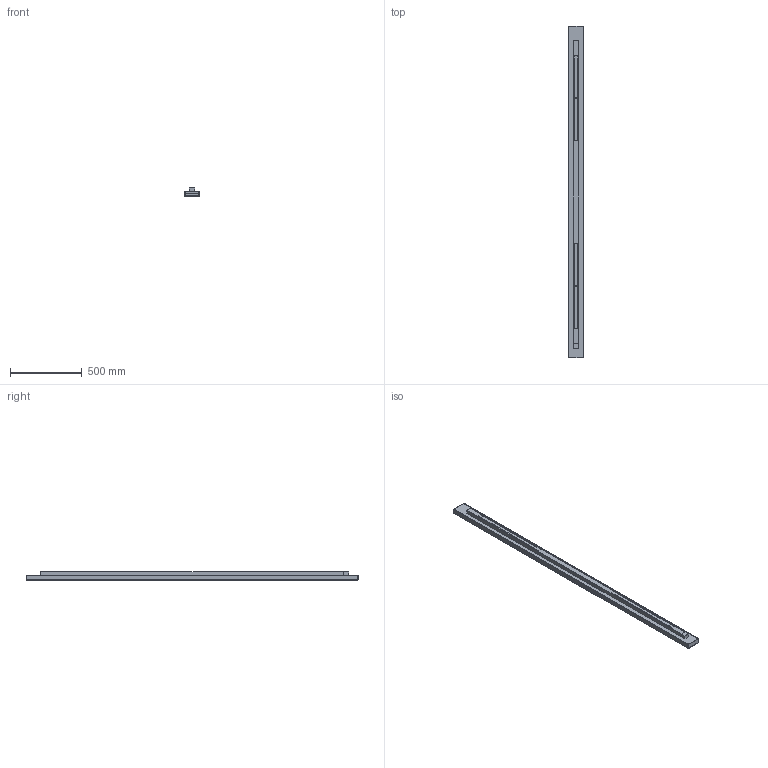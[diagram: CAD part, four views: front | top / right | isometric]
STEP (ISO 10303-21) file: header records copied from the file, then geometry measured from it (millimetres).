
FILE_DESCRIPTION(/* description */ (''),/* implementation_level */ '2;1');
FILE_NAME(/* name */ 'Hoy susp dir_ind refractive_2309',/* time_stamp */ '2025-08-29T11:08:22+02:00',/* author */ (''),/* organization */ (''),/* preprocessor_version */ 'ST-DEVELOPER v16.5',/* originating_system */ 'Rhino 7.37',/* authorisation */ '');
FILE_SCHEMA (('AUTOMOTIVE_DESIGN'));
Length unit declared in the file: millimetre
Products named in the file (1): Document
Bounding box: 100.1 x 2308.79 x 58.8 mm (x, y, z)
Volume: 3018968.5 mm3; surface area: 1872261 mm2
Topology: 4 solids, 9 shells, 1211 faces, 2941 edges, 1959 vertices
Faces by surface type: plane 1160, cylinder 51
Entity records: 30538 total; most frequent: CARTESIAN_POINT 9260, ORIENTED_EDGE 5845, EDGE_CURVE 2941, B_SPLINE_CURVE_WITH_KNOTS 2714, VERTEX_POINT 1959, EDGE_LOOP 1426, DIRECTION 1216, AXIS2_PLACEMENT_3D 1213
